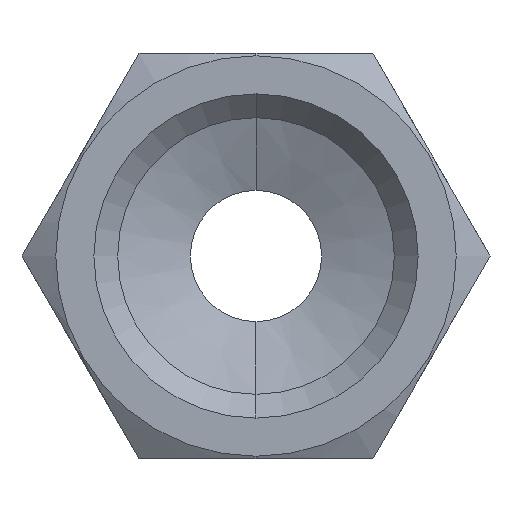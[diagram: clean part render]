
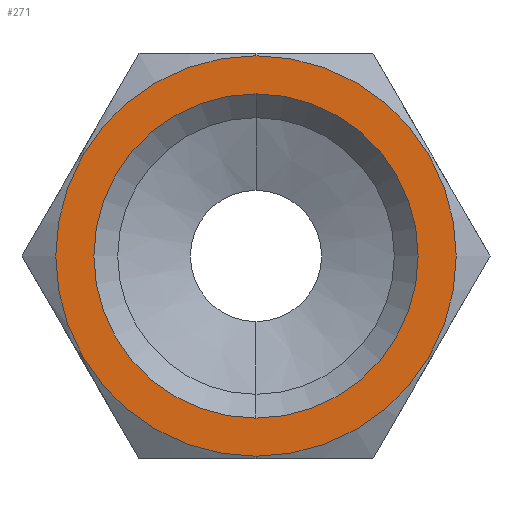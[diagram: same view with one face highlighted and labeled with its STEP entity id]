
A CAD part, front view. The second image highlights one B-rep face of the part: STEP entity #271.
In plain terms, the highlighted planar face has unit normal (0, -1, 0).
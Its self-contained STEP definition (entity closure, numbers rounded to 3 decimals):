
#92 = DIRECTION ( 'NONE',  ( 0., -1., 0. ) ) ;
#93 = DIRECTION ( 'NONE',  ( 0., 0., -1. ) ) ;
#96 = CARTESIAN_POINT ( 'NONE',  ( 0., 0., 0. ) ) ;
#132 = EDGE_CURVE ( 'NONE', #658, #656, #852, .T. ) ;
#133 = EDGE_CURVE ( 'NONE', #649, #659, #847, .T. ) ;
#237 = EDGE_CURVE ( 'NONE', #656, #658, #523, .T. ) ;
#241 = EDGE_CURVE ( 'NONE', #659, #649, #570, .T. ) ;
#271 = ADVANCED_FACE ( 'NONE', ( #335, #334 ), #703, .T. ) ;
#334 = FACE_OUTER_BOUND ( 'NONE', #908, .T. ) ;
#335 = FACE_BOUND ( 'NONE', #910, .T. ) ;
#468 = ORIENTED_EDGE ( 'NONE', *, *, #133, .T. ) ;
#469 = ORIENTED_EDGE ( 'NONE', *, *, #132, .F. ) ;
#471 = ORIENTED_EDGE ( 'NONE', *, *, #237, .F. ) ;
#473 = ORIENTED_EDGE ( 'NONE', *, *, #241, .T. ) ;
#523 = CIRCLE ( 'NONE', #551, 6.8 ) ;
#530 = AXIS2_PLACEMENT_3D ( 'NONE', #701, #696, #691 ) ;
#551 = AXIS2_PLACEMENT_3D ( 'NONE', #1144, #1143, #1142 ) ;
#570 = CIRCLE ( 'NONE', #575, 8.4 ) ;
#575 = AXIS2_PLACEMENT_3D ( 'NONE', #1122, #1121, #1119 ) ;
#649 = VERTEX_POINT ( 'NONE', #710 ) ;
#656 = VERTEX_POINT ( 'NONE', #702 ) ;
#658 = VERTEX_POINT ( 'NONE', #699 ) ;
#659 = VERTEX_POINT ( 'NONE', #698 ) ;
#691 = DIRECTION ( 'NONE',  ( 0., 0., -1. ) ) ;
#696 = DIRECTION ( 'NONE',  ( 0., -1., 0. ) ) ;
#698 = CARTESIAN_POINT ( 'NONE',  ( 0., 0., -8.4 ) ) ;
#699 = CARTESIAN_POINT ( 'NONE',  ( 0., 0., -6.8 ) ) ;
#701 = CARTESIAN_POINT ( 'NONE',  ( 0., 0., 0. ) ) ;
#702 = CARTESIAN_POINT ( 'NONE',  ( 0., 0., 6.8 ) ) ;
#703 = PLANE ( 'NONE',  #530 ) ;
#710 = CARTESIAN_POINT ( 'NONE',  ( 0., 0., 8.4 ) ) ;
#846 = AXIS2_PLACEMENT_3D ( 'NONE', #96, #92, #93 ) ;
#847 = CIRCLE ( 'NONE', #846, 8.4 ) ;
#848 = AXIS2_PLACEMENT_3D ( 'NONE', #853, #870, #856 ) ;
#852 = CIRCLE ( 'NONE', #848, 6.8 ) ;
#853 = CARTESIAN_POINT ( 'NONE',  ( 0., 0., 0. ) ) ;
#856 = DIRECTION ( 'NONE',  ( 0., 0., -1. ) ) ;
#870 = DIRECTION ( 'NONE',  ( 0., -1., 0. ) ) ;
#908 = EDGE_LOOP ( 'NONE', ( #468, #473 ) ) ;
#910 = EDGE_LOOP ( 'NONE', ( #469, #471 ) ) ;
#1119 = DIRECTION ( 'NONE',  ( 0., 0., -1. ) ) ;
#1121 = DIRECTION ( 'NONE',  ( 0., -1., 0. ) ) ;
#1122 = CARTESIAN_POINT ( 'NONE',  ( 0., 0., 0. ) ) ;
#1142 = DIRECTION ( 'NONE',  ( 0., 0., -1. ) ) ;
#1143 = DIRECTION ( 'NONE',  ( 0., -1., 0. ) ) ;
#1144 = CARTESIAN_POINT ( 'NONE',  ( 0., 0., 0. ) ) ;
